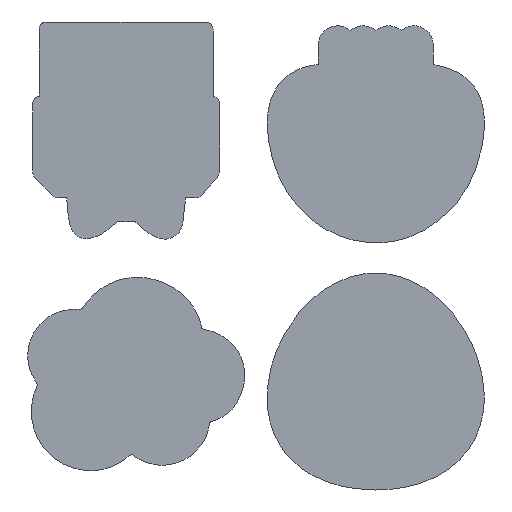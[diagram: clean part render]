
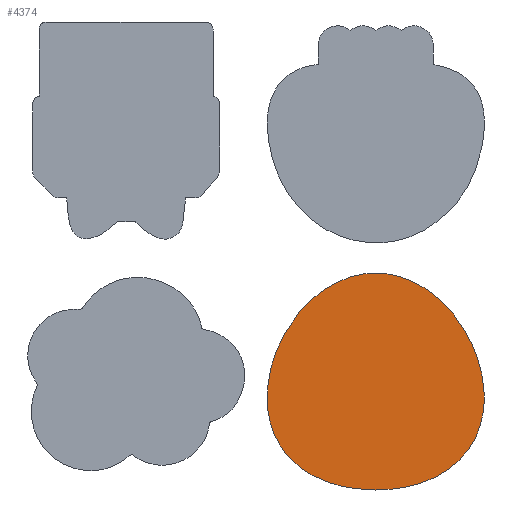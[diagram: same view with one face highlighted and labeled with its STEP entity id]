
A CAD part, front view. The second image highlights one B-rep face of the part: STEP entity #4374.
In plain terms, the highlighted planar face has unit normal (0, -1, 0).
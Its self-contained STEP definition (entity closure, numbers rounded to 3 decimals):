
#348=(
BOUNDED_CURVE()
B_SPLINE_CURVE(3,(#6682,#6683,#6684,#6685),.UNSPECIFIED.,.F.,.F.)
B_SPLINE_CURVE_WITH_KNOTS((4,4),(0.,1.),.UNSPECIFIED.)
CURVE()
GEOMETRIC_REPRESENTATION_ITEM()
RATIONAL_B_SPLINE_CURVE((1.,1.,1.,1.))
REPRESENTATION_ITEM('')
);
#350=(
BOUNDED_CURVE()
B_SPLINE_CURVE(3,(#6703,#6704,#6705,#6706),.UNSPECIFIED.,.F.,.F.)
B_SPLINE_CURVE_WITH_KNOTS((4,4),(0.,1.),.UNSPECIFIED.)
CURVE()
GEOMETRIC_REPRESENTATION_ITEM()
RATIONAL_B_SPLINE_CURVE((1.,1.,1.,1.))
REPRESENTATION_ITEM('')
);
#352=(
BOUNDED_CURVE()
B_SPLINE_CURVE(3,(#6722,#6723,#6724,#6725),.UNSPECIFIED.,.F.,.F.)
B_SPLINE_CURVE_WITH_KNOTS((4,4),(0.,1.),.UNSPECIFIED.)
CURVE()
GEOMETRIC_REPRESENTATION_ITEM()
RATIONAL_B_SPLINE_CURVE((1.,1.,1.,1.))
REPRESENTATION_ITEM('')
);
#354=(
BOUNDED_CURVE()
B_SPLINE_CURVE(3,(#6741,#6742,#6743,#6744),.UNSPECIFIED.,.F.,.F.)
B_SPLINE_CURVE_WITH_KNOTS((4,4),(0.,1.),.UNSPECIFIED.)
CURVE()
GEOMETRIC_REPRESENTATION_ITEM()
RATIONAL_B_SPLINE_CURVE((1.,1.,1.,1.))
REPRESENTATION_ITEM('')
);
#356=(
BOUNDED_CURVE()
B_SPLINE_CURVE(3,(#6760,#6761,#6762,#6763),.UNSPECIFIED.,.F.,.F.)
B_SPLINE_CURVE_WITH_KNOTS((4,4),(0.,1.),.UNSPECIFIED.)
CURVE()
GEOMETRIC_REPRESENTATION_ITEM()
RATIONAL_B_SPLINE_CURVE((1.,1.,1.,1.))
REPRESENTATION_ITEM('')
);
#358=(
BOUNDED_CURVE()
B_SPLINE_CURVE(3,(#6779,#6780,#6781,#6782),.UNSPECIFIED.,.F.,.F.)
B_SPLINE_CURVE_WITH_KNOTS((4,4),(0.,1.),.UNSPECIFIED.)
CURVE()
GEOMETRIC_REPRESENTATION_ITEM()
RATIONAL_B_SPLINE_CURVE((1.,1.,1.,1.))
REPRESENTATION_ITEM('')
);
#360=(
BOUNDED_CURVE()
B_SPLINE_CURVE(3,(#6798,#6799,#6800,#6801),.UNSPECIFIED.,.F.,.F.)
B_SPLINE_CURVE_WITH_KNOTS((4,4),(0.,1.),.UNSPECIFIED.)
CURVE()
GEOMETRIC_REPRESENTATION_ITEM()
RATIONAL_B_SPLINE_CURVE((1.,1.,1.,1.))
REPRESENTATION_ITEM('')
);
#362=(
BOUNDED_CURVE()
B_SPLINE_CURVE(3,(#6817,#6818,#6819,#6820),.UNSPECIFIED.,.F.,.F.)
B_SPLINE_CURVE_WITH_KNOTS((4,4),(0.,1.),.UNSPECIFIED.)
CURVE()
GEOMETRIC_REPRESENTATION_ITEM()
RATIONAL_B_SPLINE_CURVE((1.,1.,1.,1.))
REPRESENTATION_ITEM('')
);
#364=(
BOUNDED_CURVE()
B_SPLINE_CURVE(3,(#6836,#6837,#6838,#6839),.UNSPECIFIED.,.F.,.F.)
B_SPLINE_CURVE_WITH_KNOTS((4,4),(0.,1.),.UNSPECIFIED.)
CURVE()
GEOMETRIC_REPRESENTATION_ITEM()
RATIONAL_B_SPLINE_CURVE((1.,1.,1.,1.))
REPRESENTATION_ITEM('')
);
#366=(
BOUNDED_CURVE()
B_SPLINE_CURVE(3,(#6855,#6856,#6857,#6858),.UNSPECIFIED.,.F.,.F.)
B_SPLINE_CURVE_WITH_KNOTS((4,4),(0.,1.),.UNSPECIFIED.)
CURVE()
GEOMETRIC_REPRESENTATION_ITEM()
RATIONAL_B_SPLINE_CURVE((1.,1.,1.,1.))
REPRESENTATION_ITEM('')
);
#368=(
BOUNDED_CURVE()
B_SPLINE_CURVE(3,(#6874,#6875,#6876,#6877),.UNSPECIFIED.,.F.,.F.)
B_SPLINE_CURVE_WITH_KNOTS((4,4),(0.,1.),.UNSPECIFIED.)
CURVE()
GEOMETRIC_REPRESENTATION_ITEM()
RATIONAL_B_SPLINE_CURVE((1.,1.,1.,1.))
REPRESENTATION_ITEM('')
);
#562=PLANE('',#4669);
#648=LINE('',#6885,#850);
#850=VECTOR('',#5074,10.);
#1113=FACE_OUTER_BOUND('',#1389,.T.);
#1389=EDGE_LOOP('',(#3309,#3310,#3311,#3312,#3313,#3314,#3315,#3316,#3317,
#3318,#3319,#3320));
#1862=VERTEX_POINT('',#6680);
#1863=VERTEX_POINT('',#6681);
#1866=VERTEX_POINT('',#6702);
#1868=VERTEX_POINT('',#6721);
#1870=VERTEX_POINT('',#6740);
#1872=VERTEX_POINT('',#6759);
#1874=VERTEX_POINT('',#6778);
#1876=VERTEX_POINT('',#6797);
#1878=VERTEX_POINT('',#6816);
#1880=VERTEX_POINT('',#6835);
#1882=VERTEX_POINT('',#6854);
#1884=VERTEX_POINT('',#6873);
#2390=EDGE_CURVE('',#1862,#1863,#348,.T.);
#2394=EDGE_CURVE('',#1866,#1862,#350,.T.);
#2397=EDGE_CURVE('',#1868,#1866,#352,.T.);
#2400=EDGE_CURVE('',#1870,#1868,#354,.T.);
#2403=EDGE_CURVE('',#1872,#1870,#356,.T.);
#2406=EDGE_CURVE('',#1874,#1872,#358,.T.);
#2409=EDGE_CURVE('',#1876,#1874,#360,.T.);
#2412=EDGE_CURVE('',#1878,#1876,#362,.T.);
#2415=EDGE_CURVE('',#1880,#1878,#364,.T.);
#2418=EDGE_CURVE('',#1882,#1880,#366,.T.);
#2421=EDGE_CURVE('',#1884,#1882,#368,.T.);
#2424=EDGE_CURVE('',#1863,#1884,#648,.T.);
#3309=ORIENTED_EDGE('',*,*,#2424,.F.);
#3310=ORIENTED_EDGE('',*,*,#2390,.F.);
#3311=ORIENTED_EDGE('',*,*,#2394,.F.);
#3312=ORIENTED_EDGE('',*,*,#2397,.F.);
#3313=ORIENTED_EDGE('',*,*,#2400,.F.);
#3314=ORIENTED_EDGE('',*,*,#2403,.F.);
#3315=ORIENTED_EDGE('',*,*,#2406,.F.);
#3316=ORIENTED_EDGE('',*,*,#2409,.F.);
#3317=ORIENTED_EDGE('',*,*,#2412,.F.);
#3318=ORIENTED_EDGE('',*,*,#2415,.F.);
#3319=ORIENTED_EDGE('',*,*,#2418,.F.);
#3320=ORIENTED_EDGE('',*,*,#2421,.F.);
#4374=ADVANCED_FACE('',(#1113),#562,.F.);
#4669=AXIS2_PLACEMENT_3D('',#6888,#5078,#5079);
#5074=DIRECTION('',(-1.,0.,0.002));
#5078=DIRECTION('center_axis',(0.,1.,0.));
#5079=DIRECTION('ref_axis',(-1.,0.,0.));
#6680=CARTESIAN_POINT('',(130.304,111.,129.977));
#6681=CARTESIAN_POINT('',(132.087,111.,111.631));
#6682=CARTESIAN_POINT('Ctrl Pts',(130.304,111.,129.977));
#6683=CARTESIAN_POINT('Ctrl Pts',(132.272,111.,124.005));
#6684=CARTESIAN_POINT('Ctrl Pts',(133.061,111.,117.88));
#6685=CARTESIAN_POINT('Ctrl Pts',(132.087,111.,111.631));
#6702=CARTESIAN_POINT('',(116.387,111.,151.334));
#6703=CARTESIAN_POINT('Ctrl Pts',(116.387,111.,151.334));
#6704=CARTESIAN_POINT('Ctrl Pts',(123.081,111.,145.566));
#6705=CARTESIAN_POINT('Ctrl Pts',(127.555,111.,138.317));
#6706=CARTESIAN_POINT('Ctrl Pts',(130.304,111.,129.977));
#6721=CARTESIAN_POINT('',(98.488,111.,159.698));
#6722=CARTESIAN_POINT('Ctrl Pts',(98.488,111.,159.698));
#6723=CARTESIAN_POINT('Ctrl Pts',(105.348,111.,158.851));
#6724=CARTESIAN_POINT('Ctrl Pts',(111.214,111.,155.79));
#6725=CARTESIAN_POINT('Ctrl Pts',(116.387,111.,151.334));
#6740=CARTESIAN_POINT('',(81.808,111.,156.795));
#6741=CARTESIAN_POINT('Ctrl Pts',(81.808,111.,156.795));
#6742=CARTESIAN_POINT('Ctrl Pts',(87.095,111.,159.346));
#6743=CARTESIAN_POINT('Ctrl Pts',(92.646,111.,160.417));
#6744=CARTESIAN_POINT('Ctrl Pts',(98.488,111.,159.698));
#6759=CARTESIAN_POINT('',(63.594,111.,139.063));
#6760=CARTESIAN_POINT('Ctrl Pts',(63.594,111.,139.063));
#6761=CARTESIAN_POINT('Ctrl Pts',(67.973,111.,146.688));
#6762=CARTESIAN_POINT('Ctrl Pts',(73.76,111.,152.914));
#6763=CARTESIAN_POINT('Ctrl Pts',(81.808,111.,156.795));
#6778=CARTESIAN_POINT('',(57.676,111.,120.574));
#6779=CARTESIAN_POINT('Ctrl Pts',(57.676,111.,120.574));
#6780=CARTESIAN_POINT('Ctrl Pts',(58.26,111.,127.162));
#6781=CARTESIAN_POINT('Ctrl Pts',(60.306,111.,133.34));
#6782=CARTESIAN_POINT('Ctrl Pts',(63.594,111.,139.063));
#6797=CARTESIAN_POINT('',(64.412,111.,96.978));
#6798=CARTESIAN_POINT('Ctrl Pts',(64.412,111.,96.978));
#6799=CARTESIAN_POINT('Ctrl Pts',(58.607,111.,103.818));
#6800=CARTESIAN_POINT('Ctrl Pts',(56.903,111.,111.869));
#6801=CARTESIAN_POINT('Ctrl Pts',(57.676,111.,120.574));
#6816=CARTESIAN_POINT('',(78.641,111.,87.554));
#6817=CARTESIAN_POINT('Ctrl Pts',(78.641,111.,87.554));
#6818=CARTESIAN_POINT('Ctrl Pts',(73.106,111.,89.509));
#6819=CARTESIAN_POINT('Ctrl Pts',(68.24,111.,92.467));
#6820=CARTESIAN_POINT('Ctrl Pts',(64.412,111.,96.978));
#6835=CARTESIAN_POINT('',(94.937,111.,84.942));
#6836=CARTESIAN_POINT('Ctrl Pts',(94.937,111.,84.942));
#6837=CARTESIAN_POINT('Ctrl Pts',(89.386,111.,85.024));
#6838=CARTESIAN_POINT('Ctrl Pts',(83.92,111.,85.691));
#6839=CARTESIAN_POINT('Ctrl Pts',(78.641,111.,87.554));
#6854=CARTESIAN_POINT('',(115.918,111.,89.538));
#6855=CARTESIAN_POINT('Ctrl Pts',(115.918,111.,89.538));
#6856=CARTESIAN_POINT('Ctrl Pts',(109.349,111.,86.13));
#6857=CARTESIAN_POINT('Ctrl Pts',(102.25,111.,85.038));
#6858=CARTESIAN_POINT('Ctrl Pts',(94.937,111.,84.942));
#6873=CARTESIAN_POINT('',(132.084,111.,111.631));
#6874=CARTESIAN_POINT('Ctrl Pts',(132.084,111.,111.631));
#6875=CARTESIAN_POINT('Ctrl Pts',(130.507,111.,101.503));
#6876=CARTESIAN_POINT('Ctrl Pts',(124.946,111.,94.224));
#6877=CARTESIAN_POINT('Ctrl Pts',(115.918,111.,89.538));
#6885=CARTESIAN_POINT('',(132.087,111.,111.631));
#6888=CARTESIAN_POINT('Origin',(94.982,111.,122.68));
